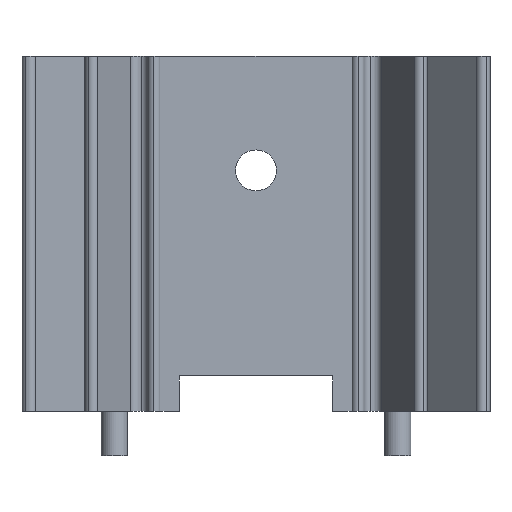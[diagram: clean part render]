
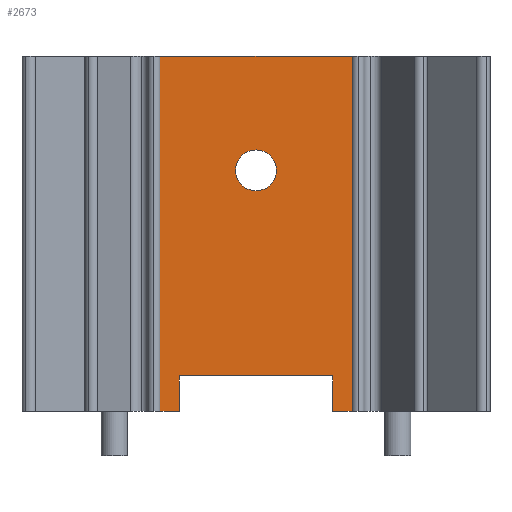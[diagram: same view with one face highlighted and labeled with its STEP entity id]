
A CAD part, front view. The second image highlights one B-rep face of the part: STEP entity #2673.
In plain terms, the highlighted planar face has unit normal (0, -1, 0).
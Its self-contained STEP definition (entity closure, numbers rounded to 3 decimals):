
#1519=CARTESIAN_POINT('',(1.83,-0.785,21.59));
#1520=VERTEX_POINT('',#1519);
#1536=CARTESIAN_POINT('',(-1.83,-0.785,21.59));
#1537=VERTEX_POINT('',#1536);
#1544=CARTESIAN_POINT('',(0.,-0.785,21.59));
#1545=DIRECTION('',(0.0,1.0,0.0));
#1546=DIRECTION('',(1.0,0.0,0.0));
#1547=AXIS2_PLACEMENT_3D('',#1544,#1545,#1546);
#1548=CIRCLE('',#1547,1.83);
#1549=EDGE_CURVE('',#1520,#1537,#1548,.T.);
#1559=CARTESIAN_POINT('',(6.86,-0.785,3.18));
#1560=VERTEX_POINT('',#1559);
#1561=CARTESIAN_POINT('',(6.86,-0.785,0.));
#1562=VERTEX_POINT('',#1561);
#1563=CARTESIAN_POINT('',(6.86,-0.785,3.18));
#1564=DIRECTION('',(0.0,0.0,-1.0));
#1565=VECTOR('',#1564,3.18);
#1566=LINE('',#1563,#1565);
#1567=EDGE_CURVE('',#1560,#1562,#1566,.T.);
#1599=CARTESIAN_POINT('',(-6.86,-0.785,0.));
#1600=VERTEX_POINT('',#1599);
#1601=CARTESIAN_POINT('',(-6.86,-0.785,3.18));
#1602=VERTEX_POINT('',#1601);
#1603=CARTESIAN_POINT('',(-6.86,-0.785,0.));
#1604=DIRECTION('',(0.0,0.0,1.0));
#1605=VECTOR('',#1604,3.18);
#1606=LINE('',#1603,#1605);
#1607=EDGE_CURVE('',#1600,#1602,#1606,.T.);
#1639=CARTESIAN_POINT('',(-6.86,-0.785,3.18));
#1640=DIRECTION('',(1.0,0.0,0.0));
#1641=VECTOR('',#1640,13.72);
#1642=LINE('',#1639,#1641);
#1643=EDGE_CURVE('',#1602,#1560,#1642,.T.);
#1662=CARTESIAN_POINT('',(-8.604,-0.785,0.0));
#1663=VERTEX_POINT('',#1662);
#1664=CARTESIAN_POINT('',(-8.604,-0.785,0.0));
#1665=DIRECTION('',(1.0,0.0,0.0));
#1666=VECTOR('',#1665,1.744);
#1667=LINE('',#1664,#1666);
#1668=EDGE_CURVE('',#1663,#1600,#1667,.T.);
#2213=CARTESIAN_POINT('',(8.604,-0.785,0.0));
#2214=VERTEX_POINT('',#2213);
#2221=CARTESIAN_POINT('',(6.86,-0.785,0.));
#2222=DIRECTION('',(1.0,0.0,0.0));
#2223=VECTOR('',#2222,1.744);
#2224=LINE('',#2221,#2223);
#2225=EDGE_CURVE('',#1562,#2214,#2224,.T.);
#2281=CARTESIAN_POINT('',(0.,-0.785,21.59));
#2282=DIRECTION('',(0.0,1.0,0.0));
#2283=DIRECTION('',(1.0,0.0,0.0));
#2284=AXIS2_PLACEMENT_3D('',#2281,#2282,#2283);
#2285=CIRCLE('',#2284,1.83);
#2286=EDGE_CURVE('',#1537,#1520,#2285,.T.);
#2623=CARTESIAN_POINT('',(8.604,-0.785,31.8));
#2624=VERTEX_POINT('',#2623);
#2631=CARTESIAN_POINT('',(8.604,-0.785,0.0));
#2632=DIRECTION('',(0.0,0.0,1.0));
#2633=VECTOR('',#2632,31.8);
#2634=LINE('',#2631,#2633);
#2635=EDGE_CURVE('',#2214,#2624,#2634,.T.);
#2642=CARTESIAN_POINT('',(8.604,-0.785,0.0));
#2643=DIRECTION('',(0.0,-1.0,0.0));
#2644=DIRECTION('',(0.0,0.0,-1.0));
#2645=AXIS2_PLACEMENT_3D('',#2642,#2643,#2644);
#2646=PLANE('',#2645);
#2647=ORIENTED_EDGE('',*,*,#1567,.T.);
#2648=ORIENTED_EDGE('',*,*,#2225,.T.);
#2649=ORIENTED_EDGE('',*,*,#2635,.T.);
#2650=CARTESIAN_POINT('',(-8.604,-0.785,31.8));
#2651=VERTEX_POINT('',#2650);
#2652=CARTESIAN_POINT('',(8.604,-0.785,31.8));
#2653=DIRECTION('',(-1.0,0.0,0.0));
#2654=VECTOR('',#2653,17.208);
#2655=LINE('',#2652,#2654);
#2656=EDGE_CURVE('',#2624,#2651,#2655,.T.);
#2657=ORIENTED_EDGE('',*,*,#2656,.T.);
#2658=CARTESIAN_POINT('',(-8.604,-0.785,0.0));
#2659=DIRECTION('',(0.0,0.0,1.0));
#2660=VECTOR('',#2659,31.8);
#2661=LINE('',#2658,#2660);
#2662=EDGE_CURVE('',#1663,#2651,#2661,.T.);
#2663=ORIENTED_EDGE('',*,*,#2662,.F.);
#2664=ORIENTED_EDGE('',*,*,#1668,.T.);
#2665=ORIENTED_EDGE('',*,*,#1607,.T.);
#2666=ORIENTED_EDGE('',*,*,#1643,.T.);
#2667=EDGE_LOOP('',(#2647,#2648,#2649,#2657,#2663,#2664,#2665,#2666));
#2668=FACE_OUTER_BOUND('',#2667,.T.);
#2669=ORIENTED_EDGE('',*,*,#2286,.T.);
#2670=ORIENTED_EDGE('',*,*,#1549,.T.);
#2671=EDGE_LOOP('',(#2669,#2670));
#2672=FACE_BOUND('',#2671,.T.);
#2673=ADVANCED_FACE('',(#2668,#2672),#2646,.T.);
